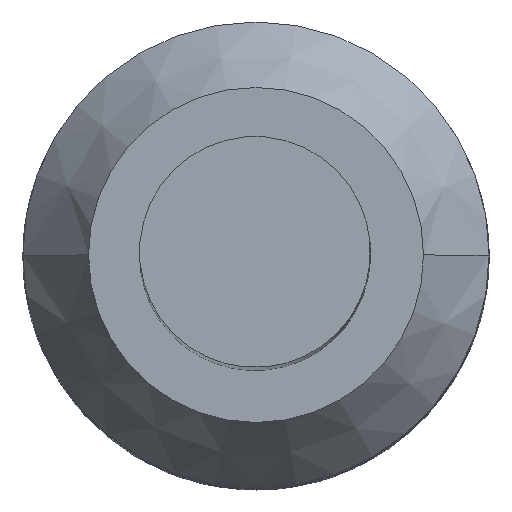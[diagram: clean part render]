
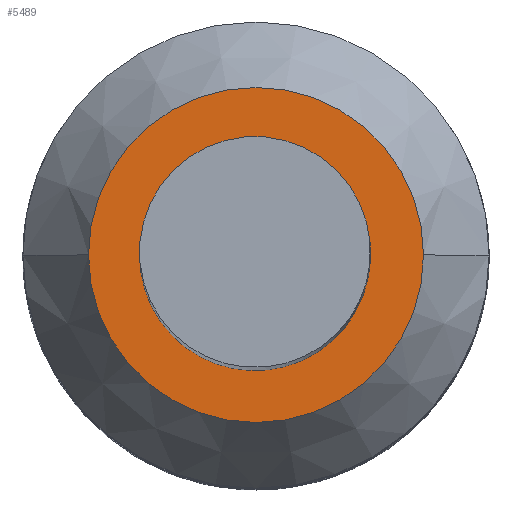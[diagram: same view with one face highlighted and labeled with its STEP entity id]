
A CAD part, top view. The second image highlights one B-rep face of the part: STEP entity #5489.
In plain terms, the highlighted planar face has unit normal (0, 0, 1).
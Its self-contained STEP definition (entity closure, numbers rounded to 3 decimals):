
#70=AXIS2_PLACEMENT_3D('Circle Axis2P3D',#68,#69,$) ;
#109=AXIS2_PLACEMENT_3D('Circle Axis2P3D',#107,#108,$) ;
#136=AXIS2_PLACEMENT_3D('Circle Axis2P3D',#134,#135,$) ;
#162=AXIS2_PLACEMENT_3D('Circle Axis2P3D',#160,#161,$) ;
#5477=AXIS2_PLACEMENT_3D('Plane Axis2P3D',#5474,#5475,#5476) ;
#65=CARTESIAN_POINT('Vertex',(4.468,7.609,38.2)) ;
#68=CARTESIAN_POINT('Axis2P3D Location',(5.128,5.146,38.2)) ;
#72=CARTESIAN_POINT('Vertex',(2.578,5.146,38.2)) ;
#76=CARTESIAN_POINT('Control Point',(2.578,5.146,38.2)) ;
#77=CARTESIAN_POINT('Control Point',(2.578,4.211,38.2)) ;
#78=CARTESIAN_POINT('Control Point',(3.004,3.275,38.2)) ;
#79=CARTESIAN_POINT('Control Point',(3.87,2.61,38.2)) ;
#80=CARTESIAN_POINT('Control Point',(4.885,2.441,38.2)) ;
#81=CARTESIAN_POINT('Control Point',(5.788,2.683,38.2)) ;
#82=CARTESIAN_POINT('Vertex',(5.788,2.683,38.2)) ;
#99=CARTESIAN_POINT('Control Point',(5.788,2.683,38.2)) ;
#100=CARTESIAN_POINT('Control Point',(6.594,2.899,38.2)) ;
#101=CARTESIAN_POINT('Control Point',(7.31,3.471,38.2)) ;
#102=CARTESIAN_POINT('Control Point',(7.678,4.312,38.2)) ;
#103=CARTESIAN_POINT('Control Point',(7.678,5.146,38.2)) ;
#104=CARTESIAN_POINT('Vertex',(7.678,5.146,38.2)) ;
#107=CARTESIAN_POINT('Axis2P3D Location',(5.128,5.146,38.2)) ;
#129=CARTESIAN_POINT('Vertex',(1.45,5.15,38.2)) ;
#134=CARTESIAN_POINT('Axis2P3D Location',(5.15,5.15,38.2)) ;
#138=CARTESIAN_POINT('Vertex',(8.85,5.15,38.2)) ;
#160=CARTESIAN_POINT('Axis2P3D Location',(5.15,5.15,38.2)) ;
#5474=CARTESIAN_POINT('Axis2P3D Location',(5.15,8.85,38.2)) ;
#69=DIRECTION('Axis2P3D Direction',(0.,0.,1.)) ;
#108=DIRECTION('Axis2P3D Direction',(0.,0.,1.)) ;
#135=DIRECTION('Axis2P3D Direction',(0.,0.,-1.)) ;
#161=DIRECTION('Axis2P3D Direction',(0.,0.,-1.)) ;
#5475=DIRECTION('Axis2P3D Direction',(0.,0.,1.)) ;
#5476=DIRECTION('Axis2P3D XDirection',(-1.,0.,0.)) ;
#5480=ORIENTED_EDGE('',*,*,#140,.F.) ;
#5481=ORIENTED_EDGE('',*,*,#164,.F.) ;
#5484=ORIENTED_EDGE('',*,*,#74,.F.) ;
#5485=ORIENTED_EDGE('',*,*,#111,.F.) ;
#5486=ORIENTED_EDGE('',*,*,#106,.F.) ;
#5487=ORIENTED_EDGE('',*,*,#84,.F.) ;
#5488=FACE_BOUND('',#5483,.T.) ;
#5489=ADVANCED_FACE('Hauptkoerper',(#5482,#5488),#5478,.T.) ;
#75=B_SPLINE_CURVE_WITH_KNOTS('',5,(#76,#77,#78,#79,#80,#81),.UNSPECIFIED.,.F.,.U.,(6,6),(-2.337,2.337),.UNSPECIFIED.) ;
#98=B_SPLINE_CURVE_WITH_KNOTS('',4,(#99,#100,#101,#102,#103),.UNSPECIFIED.,.F.,.U.,(5,5),(-1.669,1.669),.UNSPECIFIED.) ;
#71=CIRCLE('generated circle',#70,2.55) ;
#110=CIRCLE('generated circle',#109,2.55) ;
#137=CIRCLE('generated circle',#136,3.7) ;
#163=CIRCLE('generated circle',#162,3.7) ;
#74=EDGE_CURVE('',#66,#73,#71,.T.) ;
#84=EDGE_CURVE('',#73,#83,#75,.T.) ;
#106=EDGE_CURVE('',#83,#105,#98,.T.) ;
#111=EDGE_CURVE('',#105,#66,#110,.T.) ;
#140=EDGE_CURVE('',#130,#139,#137,.T.) ;
#164=EDGE_CURVE('',#139,#130,#163,.T.) ;
#5479=EDGE_LOOP('',(#5480,#5481)) ;
#5483=EDGE_LOOP('',(#5484,#5485,#5486,#5487)) ;
#5482=FACE_OUTER_BOUND('',#5479,.T.) ;
#5478=PLANE('',#5477) ;
#66=VERTEX_POINT('',#65) ;
#73=VERTEX_POINT('',#72) ;
#83=VERTEX_POINT('',#82) ;
#105=VERTEX_POINT('',#104) ;
#130=VERTEX_POINT('',#129) ;
#139=VERTEX_POINT('',#138) ;
